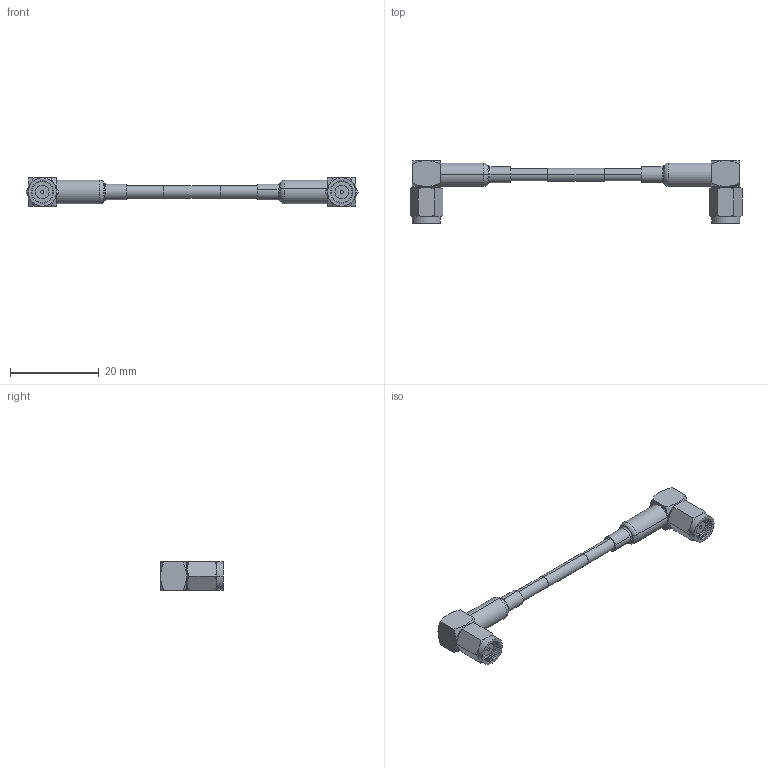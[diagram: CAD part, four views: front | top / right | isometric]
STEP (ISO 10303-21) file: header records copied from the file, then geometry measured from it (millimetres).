
FILE_DESCRIPTION (( 'STEP AP214' ), '1' );
FILE_NAME ('FMCA100068_3D.step', '2024-07-31T22:46:37', ( '' ), ( '' ), 'SwSTEP 2.0', 'SolidWorks 2022', '' );
FILE_SCHEMA (( 'AUTOMOTIVE_DESIGN' ));
Length unit declared in the file: inch
Products named in the file (4): RG188A-U; RG188-HEATSHRINK_.75" Long; FMCA100068_3D; FMCN1577_NO CRIMP
Assembly tree (5 placements, depth 2):
  FMCA100068_3D
    RG188A-U
    FMCN1577_NO CRIMP  x2
    RG188-HEATSHRINK_.75" Long  x2
Bounding box: 74.66 x 14.1 x 6.42 mm (x, y, z)
Volume: 1425.7 mm3; surface area: 3276.1 mm2
Topology: 7 solids, 7 shells, 3536 faces, 8078 edges, 4580 vertices
Faces by surface type: bspline 1920, cylinder 808, plane 684, cone 108, torus 16
Entity records: 112681 total; most frequent: CARTESIAN_POINT 60789, ORIENTED_EDGE 8096, EDGE_CURVE 4048, DIRECTION 3711, VERTEX_POINT 2296, EDGE_LOOP 1790, FACE_OUTER_BOUND 1773, ADVANCED_FACE 1773
